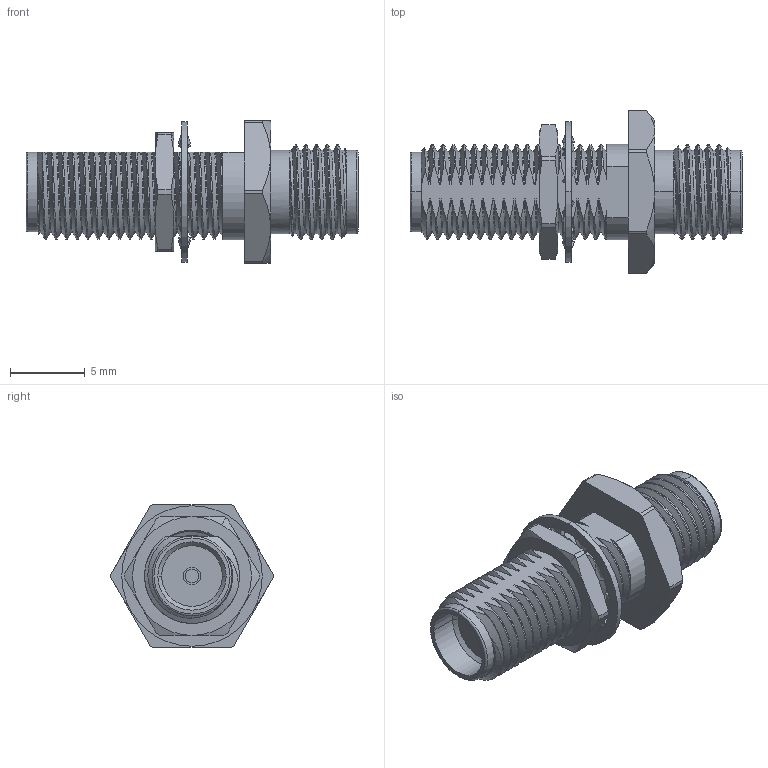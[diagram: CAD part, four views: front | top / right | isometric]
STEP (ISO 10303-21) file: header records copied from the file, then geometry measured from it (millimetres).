
FILE_DESCRIPTION (( 'STEP AP203' ), '1' );
FILE_NAME ('SM4910.step', '2018-08-10T18:37:03', ( '' ), ( '' ), 'SwSTEP 2.0', 'SolidWorks 2017', '' );
FILE_SCHEMA (( 'CONFIG_CONTROL_DESIGN' ));
Length unit declared in the file: inch
Products named in the file (1): SM4910
Bounding box: 22.23 x 10.87 x 9.53 mm (x, y, z)
Volume: 658.2 mm3; surface area: 1056.9 mm2
Topology: 3 solids, 3 shells, 278 faces, 798 edges, 532 vertices
Faces by surface type: bspline 101, cylinder 81, plane 54, cone 38, torus 4
Entity records: 36384 total; most frequent: CARTESIAN_POINT 30088, ORIENTED_EDGE 1596, DIRECTION 952, EDGE_CURVE 798, VERTEX_POINT 532, AXIS2_PLACEMENT_3D 353, EDGE_LOOP 288, ADVANCED_FACE 278
